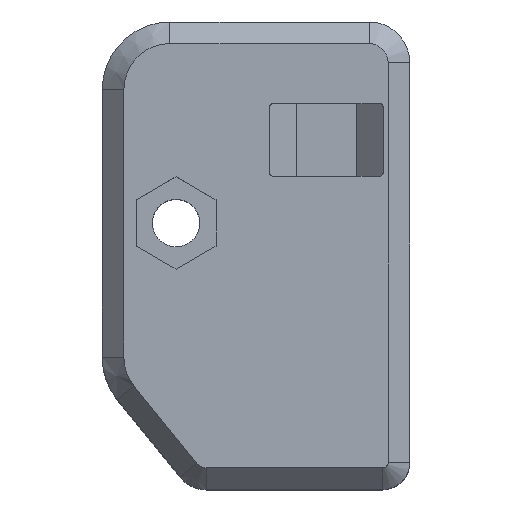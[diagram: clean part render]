
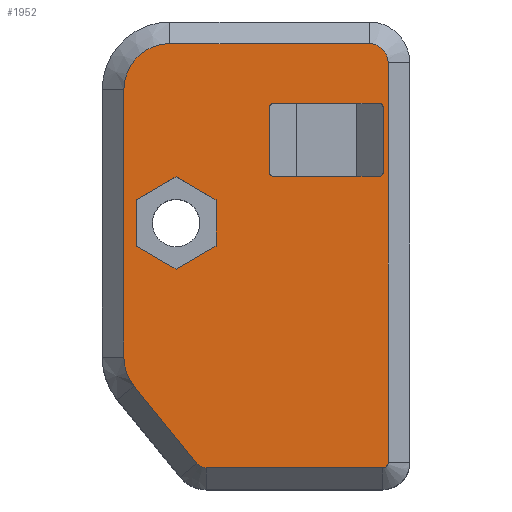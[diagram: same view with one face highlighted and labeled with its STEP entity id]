
A CAD part, top view. The second image highlights one B-rep face of the part: STEP entity #1952.
In plain terms, the highlighted planar face has unit normal (0, 0, 1).
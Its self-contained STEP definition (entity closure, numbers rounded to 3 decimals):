
#57=FACE_BOUND('',#343,.T.);
#58=FACE_BOUND('',#344,.T.);
#101=CIRCLE('',#2077,0.3);
#102=CIRCLE('',#2081,0.3);
#103=CIRCLE('',#2085,0.3);
#104=CIRCLE('',#2090,0.3);
#112=CIRCLE('',#2114,3.4);
#113=CIRCLE('',#2117,3.4);
#115=CIRCLE('',#2121,1.4);
#117=CIRCLE('',#2125,0.4);
#119=CIRCLE('',#2129,0.9);
#227=FACE_OUTER_BOUND('',#342,.T.);
#342=EDGE_LOOP('',(#1648,#1649,#1650,#1651,#1652,#1653,#1654,#1655,#1656,
#1657));
#343=EDGE_LOOP('',(#1658,#1659,#1660,#1661,#1662,#1663));
#344=EDGE_LOOP('',(#1664,#1665,#1666,#1667,#1668,#1669,#1670,#1671));
#495=LINE('',#3074,#702);
#501=LINE('',#3090,#708);
#507=LINE('',#3109,#714);
#532=LINE('',#3170,#739);
#534=LINE('',#3177,#741);
#537=LINE('',#3185,#744);
#540=LINE('',#3195,#747);
#544=LINE('',#3206,#751);
#548=LINE('',#3219,#755);
#549=LINE('',#3221,#756);
#550=LINE('',#3223,#757);
#551=LINE('',#3225,#758);
#552=LINE('',#3227,#759);
#553=LINE('',#3228,#760);
#554=LINE('',#3229,#761);
#702=VECTOR('',#2459,10.);
#708=VECTOR('',#2473,10.);
#714=VECTOR('',#2491,10.);
#739=VECTOR('',#2564,10.);
#741=VECTOR('',#2572,10.);
#744=VECTOR('',#2581,10.);
#747=VECTOR('',#2592,10.);
#751=VECTOR('',#2604,10.);
#755=VECTOR('',#2622,10.);
#756=VECTOR('',#2623,10.);
#757=VECTOR('',#2624,10.);
#758=VECTOR('',#2625,10.);
#759=VECTOR('',#2626,10.);
#760=VECTOR('',#2627,10.);
#761=VECTOR('',#2628,10.);
#904=VERTEX_POINT('',#3064);
#905=VERTEX_POINT('',#3066);
#907=VERTEX_POINT('',#3072);
#909=VERTEX_POINT('',#3078);
#913=VERTEX_POINT('',#3088);
#916=VERTEX_POINT('',#3095);
#917=VERTEX_POINT('',#3097);
#920=VERTEX_POINT('',#3108);
#931=VERTEX_POINT('',#3166);
#932=VERTEX_POINT('',#3168);
#933=VERTEX_POINT('',#3172);
#934=VERTEX_POINT('',#3176);
#935=VERTEX_POINT('',#3180);
#936=VERTEX_POINT('',#3184);
#937=VERTEX_POINT('',#3188);
#939=VERTEX_POINT('',#3194);
#941=VERTEX_POINT('',#3200);
#942=VERTEX_POINT('',#3205);
#943=VERTEX_POINT('',#3217);
#944=VERTEX_POINT('',#3218);
#945=VERTEX_POINT('',#3220);
#946=VERTEX_POINT('',#3222);
#947=VERTEX_POINT('',#3224);
#948=VERTEX_POINT('',#3226);
#1121=EDGE_CURVE('',#904,#905,#101,.T.);
#1125=EDGE_CURVE('',#904,#907,#495,.T.);
#1128=EDGE_CURVE('',#909,#907,#102,.T.);
#1133=EDGE_CURVE('',#909,#913,#501,.T.);
#1136=EDGE_CURVE('',#916,#917,#103,.T.);
#1142=EDGE_CURVE('',#920,#917,#507,.T.);
#1144=EDGE_CURVE('',#920,#913,#104,.T.);
#1175=EDGE_CURVE('',#932,#931,#532,.T.);
#1177=EDGE_CURVE('',#931,#933,#112,.T.);
#1178=EDGE_CURVE('',#933,#934,#534,.T.);
#1181=EDGE_CURVE('',#934,#935,#113,.T.);
#1182=EDGE_CURVE('',#935,#936,#537,.T.);
#1186=EDGE_CURVE('',#936,#937,#115,.T.);
#1187=EDGE_CURVE('',#937,#939,#540,.T.);
#1192=EDGE_CURVE('',#939,#941,#117,.T.);
#1193=EDGE_CURVE('',#941,#942,#544,.T.);
#1196=EDGE_CURVE('',#942,#932,#119,.T.);
#1199=EDGE_CURVE('',#943,#944,#548,.T.);
#1200=EDGE_CURVE('',#944,#945,#549,.T.);
#1201=EDGE_CURVE('',#945,#946,#550,.T.);
#1202=EDGE_CURVE('',#946,#947,#551,.T.);
#1203=EDGE_CURVE('',#947,#948,#552,.T.);
#1204=EDGE_CURVE('',#948,#943,#553,.T.);
#1205=EDGE_CURVE('',#916,#905,#554,.T.);
#1648=ORIENTED_EDGE('',*,*,#1175,.F.);
#1649=ORIENTED_EDGE('',*,*,#1196,.F.);
#1650=ORIENTED_EDGE('',*,*,#1193,.F.);
#1651=ORIENTED_EDGE('',*,*,#1192,.F.);
#1652=ORIENTED_EDGE('',*,*,#1187,.F.);
#1653=ORIENTED_EDGE('',*,*,#1186,.F.);
#1654=ORIENTED_EDGE('',*,*,#1182,.F.);
#1655=ORIENTED_EDGE('',*,*,#1181,.F.);
#1656=ORIENTED_EDGE('',*,*,#1178,.F.);
#1657=ORIENTED_EDGE('',*,*,#1177,.F.);
#1658=ORIENTED_EDGE('',*,*,#1199,.T.);
#1659=ORIENTED_EDGE('',*,*,#1200,.T.);
#1660=ORIENTED_EDGE('',*,*,#1201,.T.);
#1661=ORIENTED_EDGE('',*,*,#1202,.T.);
#1662=ORIENTED_EDGE('',*,*,#1203,.T.);
#1663=ORIENTED_EDGE('',*,*,#1204,.T.);
#1664=ORIENTED_EDGE('',*,*,#1125,.T.);
#1665=ORIENTED_EDGE('',*,*,#1128,.F.);
#1666=ORIENTED_EDGE('',*,*,#1133,.T.);
#1667=ORIENTED_EDGE('',*,*,#1144,.F.);
#1668=ORIENTED_EDGE('',*,*,#1142,.T.);
#1669=ORIENTED_EDGE('',*,*,#1136,.F.);
#1670=ORIENTED_EDGE('',*,*,#1205,.T.);
#1671=ORIENTED_EDGE('',*,*,#1121,.F.);
#1853=PLANE('',#2133);
#1952=ADVANCED_FACE('',(#227,#57,#58),#1853,.T.);
#2077=AXIS2_PLACEMENT_3D('',#3067,#2452,#2453);
#2081=AXIS2_PLACEMENT_3D('',#3080,#2465,#2466);
#2085=AXIS2_PLACEMENT_3D('',#3098,#2479,#2480);
#2090=AXIS2_PLACEMENT_3D('',#3112,#2495,#2496);
#2114=AXIS2_PLACEMENT_3D('',#3174,#2568,#2569);
#2117=AXIS2_PLACEMENT_3D('',#3182,#2577,#2578);
#2121=AXIS2_PLACEMENT_3D('',#3192,#2588,#2589);
#2125=AXIS2_PLACEMENT_3D('',#3203,#2600,#2601);
#2129=AXIS2_PLACEMENT_3D('',#3210,#2610,#2611);
#2133=AXIS2_PLACEMENT_3D('',#3216,#2620,#2621);
#2452=DIRECTION('center_axis',(0.,0.,
1.));
#2453=DIRECTION('ref_axis',(0.707,0.707,0.));
#2459=DIRECTION('',(0.,-1.,0.));
#2465=DIRECTION('center_axis',(0.,0.,
1.));
#2466=DIRECTION('ref_axis',(0.707,-0.707,0.));
#2473=DIRECTION('',(-1.,0.,0.));
#2479=DIRECTION('center_axis',(0.,0.,
1.));
#2480=DIRECTION('ref_axis',(-0.707,0.707,0.));
#2491=DIRECTION('',(0.,1.,0.));
#2495=DIRECTION('center_axis',(0.,0.,
1.));
#2496=DIRECTION('ref_axis',(-0.707,-0.707,0.));
#2564=DIRECTION('',(-0.631,0.776,0.));
#2568=DIRECTION('center_axis',(0.,0.,
-1.));
#2569=DIRECTION('ref_axis',(-0.942,-0.335,0.));
#2572=DIRECTION('',(0.,1.,0.));
#2577=DIRECTION('center_axis',(0.,0.,
-1.));
#2578=DIRECTION('ref_axis',(-0.707,0.707,0.));
#2581=DIRECTION('',(1.,0.,0.));
#2588=DIRECTION('center_axis',(0.,0.,
-1.));
#2589=DIRECTION('ref_axis',(0.707,0.707,0.));
#2592=DIRECTION('',(0.,-1.,0.));
#2600=DIRECTION('center_axis',(0.,0.,
-1.));
#2601=DIRECTION('ref_axis',(0.707,-0.707,0.));
#2604=DIRECTION('',(-1.,0.,0.));
#2610=DIRECTION('center_axis',(0.,0.,
-1.));
#2611=DIRECTION('ref_axis',(-0.43,-0.903,0.));
#2620=DIRECTION('center_axis',(0.,0.,
1.));
#2621=DIRECTION('ref_axis',(0.,1.,0.));
#2622=DIRECTION('',(0.866,0.5,0.));
#2623=DIRECTION('',(0.866,-0.5,0.));
#2624=DIRECTION('',(0.,-1.,0.));
#2625=DIRECTION('',(-0.866,-0.5,0.));
#2626=DIRECTION('',(-0.866,0.5,0.));
#2627=DIRECTION('',(0.,1.,0.));
#2628=DIRECTION('',(1.,0.,0.));
#3064=CARTESIAN_POINT('',(-2.315,28.2,23.4));
#3066=CARTESIAN_POINT('',(-2.615,28.5,23.4));
#3067=CARTESIAN_POINT('Origin',(-2.615,28.2,23.4));
#3072=CARTESIAN_POINT('',(-2.315,23.4,23.4));
#3074=CARTESIAN_POINT('',(-2.315,22.875,23.4));
#3078=CARTESIAN_POINT('',(-2.615,23.1,23.4));
#3080=CARTESIAN_POINT('Origin',(-2.615,23.4,23.4));
#3088=CARTESIAN_POINT('',(-10.415,23.1,23.4));
#3090=CARTESIAN_POINT('',(-7.007,23.1,23.4));
#3095=CARTESIAN_POINT('',(-10.415,28.5,23.4));
#3097=CARTESIAN_POINT('',(-10.715,28.2,23.4));
#3098=CARTESIAN_POINT('Origin',(-10.415,28.2,23.4));
#3108=CARTESIAN_POINT('',(-10.715,23.4,23.4));
#3109=CARTESIAN_POINT('',(-10.715,20.175,23.4));
#3112=CARTESIAN_POINT('Origin',(-10.415,23.4,23.4));
#3166=CARTESIAN_POINT('',(-20.689,7.631,23.4));
#3168=CARTESIAN_POINT('',(-16.059,1.932,23.4));
#3170=CARTESIAN_POINT('',(-20.19,7.017,23.4));
#3172=CARTESIAN_POINT('',(-21.45,9.775,23.4));
#3174=CARTESIAN_POINT('Origin',(-18.05,9.775,23.4));
#3176=CARTESIAN_POINT('',(-21.45,29.5,23.4));
#3177=CARTESIAN_POINT('',(-21.45,25.875,23.4));
#3180=CARTESIAN_POINT('',(-18.05,32.9,23.4));
#3182=CARTESIAN_POINT('Origin',(-18.05,29.5,23.4));
#3184=CARTESIAN_POINT('',(-3.35,32.9,23.4));
#3185=CARTESIAN_POINT('',(-6.025,32.9,23.4));
#3188=CARTESIAN_POINT('',(-1.95,31.5,23.4));
#3192=CARTESIAN_POINT('Origin',(-3.35,31.5,23.4));
#3194=CARTESIAN_POINT('',(-1.95,2.,23.4));
#3195=CARTESIAN_POINT('',(-1.95,8.625,23.4));
#3200=CARTESIAN_POINT('',(-2.35,1.6,23.4));
#3203=CARTESIAN_POINT('Origin',(-2.35,2.,23.4));
#3205=CARTESIAN_POINT('',(-15.36,1.6,23.4));
#3206=CARTESIAN_POINT('',(-7.775,1.6,23.4));
#3210=CARTESIAN_POINT('Origin',(-15.36,2.5,23.4));
#3216=CARTESIAN_POINT('Origin',(-11.7,17.25,23.4));
#3217=CARTESIAN_POINT('',(-20.55,21.37,23.4));
#3218=CARTESIAN_POINT('',(-17.6,23.073,23.4));
#3219=CARTESIAN_POINT('',(-18.123,22.771,23.4));
#3220=CARTESIAN_POINT('',(-14.65,21.37,23.4));
#3221=CARTESIAN_POINT('',(-14.127,21.068,23.4));
#3222=CARTESIAN_POINT('',(-14.65,17.964,23.4));
#3223=CARTESIAN_POINT('',(-14.65,19.31,23.4));
#3224=CARTESIAN_POINT('',(-17.6,16.261,23.4));
#3225=CARTESIAN_POINT('',(-13.698,18.513,23.4));
#3226=CARTESIAN_POINT('',(-20.55,17.964,23.4));
#3227=CARTESIAN_POINT('',(-15.602,15.107,23.4));
#3228=CARTESIAN_POINT('',(-20.55,17.607,23.4));
#3229=CARTESIAN_POINT('',(-11.207,28.5,23.4));
